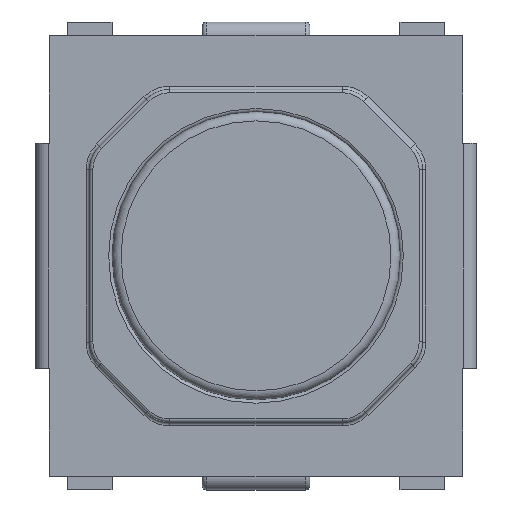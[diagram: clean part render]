
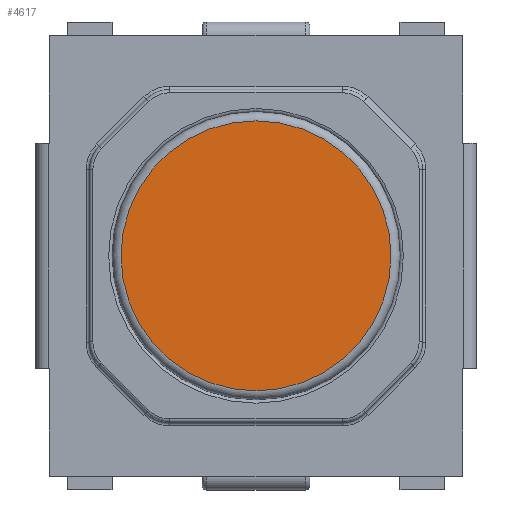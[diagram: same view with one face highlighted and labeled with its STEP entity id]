
A CAD part, top view. The second image highlights one B-rep face of the part: STEP entity #4617.
In plain terms, the highlighted planar face has unit normal (0, 0, 1).
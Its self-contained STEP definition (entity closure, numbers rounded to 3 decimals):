
#4596 = VERTEX_POINT('',#4597);
#4597 = CARTESIAN_POINT('',(1.5,0.,1.5));
#4606 = EDGE_CURVE('',#4596,#4596,#4607,.T.);
#4607 = CIRCLE('',#4608,1.5);
#4608 = AXIS2_PLACEMENT_3D('',#4609,#4610,#4611);
#4609 = CARTESIAN_POINT('',(0.,0.,1.5
));
#4610 = DIRECTION('',(0.,0.,1.));
#4611 = DIRECTION('',(1.,0.,0.));
#4617 = ADVANCED_FACE('',(#4618),#4621,.T.);
#4618 = FACE_BOUND('',#4619,.T.);
#4619 = EDGE_LOOP('',(#4620));
#4620 = ORIENTED_EDGE('',*,*,#4606,.T.);
#4621 = PLANE('',#4622);
#4622 = AXIS2_PLACEMENT_3D('',#4623,#4624,#4625);
#4623 = CARTESIAN_POINT('',(0.,0.,1.5
));
#4624 = DIRECTION('',(0.,0.,1.));
#4625 = DIRECTION('',(0.,1.,0.));
